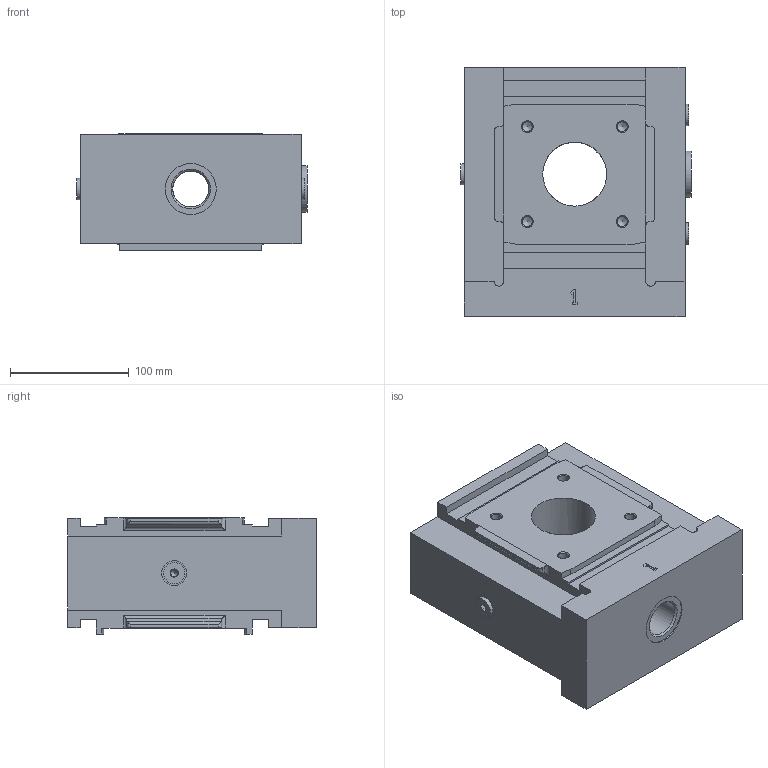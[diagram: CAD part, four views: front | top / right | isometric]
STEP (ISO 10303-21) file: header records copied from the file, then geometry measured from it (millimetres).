
FILE_DESCRIPTION(/* description */ ('STEP AP214'),/* implementation_level */ '2;1');
FILE_NAME(/* name */ '1609073_PMBL-186-HP3-H',/* time_stamp */ '2024-09-13T18:44:59+02:00',/* author */ ('License CC BY-ND 4.0'),/* organization */ ('CADENAS'),/* preprocessor_version */ 'ST-DEVELOPER v19.3',/* originating_system */ 'PARTsolutions',/* authorisation */ ' ');
FILE_SCHEMA (('AUTOMOTIVE_DESIGN {1 0 10303 214 3 1 1}'));
Length unit declared in the file: millimetre
Products named in the file (4): 1609073 PMBL-186-HP3-H; 1609073 PMBL-186-HP3-H-G; DIN-908 G1A; DIN-908 G1/4A
Assembly tree (5 placements, depth 2):
  1609073 PMBL-186-HP3-H
    1609073 PMBL-186-HP3-H-G
    DIN-908 G1A
    DIN-908 G1/4A  x3
Bounding box: 194.1 x 210 x 98 mm (x, y, z)
Volume: 2841295.4 mm3; surface area: 214641.1 mm2
Topology: 5 solids, 5 shells, 274 faces, 696 edges, 451 vertices
Faces by surface type: plane 144, cylinder 68, cone 62
Full cylindrical faces by diameter (mm): 7.9 x3, 8.376 x8, 11.445 x3, 13.157 x3, 18 x3, 20.4 x1, 21 x3, 30.291 x3, 33.249 x1, 39 x1, 43 x3, 54 x1, 63 x1, 70 x1
Entity records: 6742 total; most frequent: CARTESIAN_POINT 1305, DIRECTION 1105, ORIENTED_EDGE 1014, EDGE_CURVE 507, AXIS2_PLACEMENT_3D 384, VERTEX_POINT 372, LINE 337, VECTOR 337
